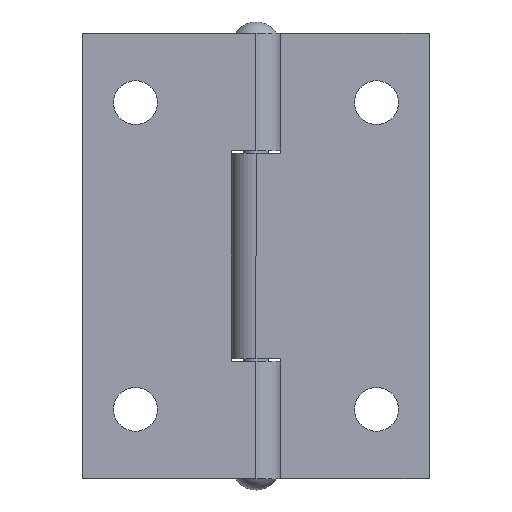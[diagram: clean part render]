
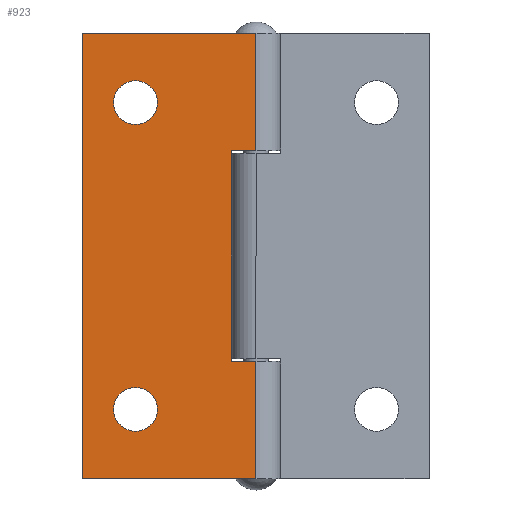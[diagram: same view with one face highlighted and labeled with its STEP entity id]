
A CAD part, front view. The second image highlights one B-rep face of the part: STEP entity #923.
In plain terms, the highlighted planar face has unit normal (0, -1, 0).
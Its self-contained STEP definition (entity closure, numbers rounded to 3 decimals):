
#11 = VERTEX_POINT ( 'NONE', #1447 ) ;
#17 = ORIENTED_EDGE ( 'NONE', *, *, #1165, .F. ) ;
#52 = DIRECTION ( 'NONE',  ( 0., 0., -1. ) ) ;
#57 = DIRECTION ( 'NONE',  ( 0., 0., -1. ) ) ;
#129 = DIRECTION ( 'NONE',  ( 0., 1., 0. ) ) ;
#130 = VECTOR ( 'NONE', #52, 1000. ) ;
#161 = CARTESIAN_POINT ( 'NONE',  ( -19.75, 0., -25.4 ) ) ;
#176 = VERTEX_POINT ( 'NONE', #1866 ) ;
#184 = DIRECTION ( 'NONE',  ( 0., 1., 0. ) ) ;
#204 = DIRECTION ( 'NONE',  ( 0., 1., 0. ) ) ;
#212 = DIRECTION ( 'NONE',  ( 0., 0., 1. ) ) ;
#216 = FACE_BOUND ( 'NONE', #587, .T. ) ;
#234 = AXIS2_PLACEMENT_3D ( 'NONE', #1825, #204, #519 ) ;
#248 = FACE_OUTER_BOUND ( 'NONE', #1804, .T. ) ;
#257 = EDGE_CURVE ( 'NONE', #1952, #1318, #1780, .T. ) ;
#296 = ORIENTED_EDGE ( 'NONE', *, *, #395, .F. ) ;
#305 = CARTESIAN_POINT ( 'NONE',  ( -2.8, 0., 12. ) ) ;
#315 = EDGE_CURVE ( 'NONE', #1857, #1297, #1435, .T. ) ;
#331 = DIRECTION ( 'NONE',  ( 1., 0., 0. ) ) ;
#339 = VERTEX_POINT ( 'NONE', #443 ) ;
#370 = VERTEX_POINT ( 'NONE', #161 ) ;
#395 = EDGE_CURVE ( 'NONE', #1022, #565, #1903, .T. ) ;
#408 = EDGE_CURVE ( 'NONE', #11, #339, #737, .T. ) ;
#419 = VERTEX_POINT ( 'NONE', #305 ) ;
#431 = EDGE_CURVE ( 'NONE', #565, #652, #1614, .T. ) ;
#443 = CARTESIAN_POINT ( 'NONE',  ( -13.75, 0., -15. ) ) ;
#471 = CARTESIAN_POINT ( 'NONE',  ( 0., 0., 25.4 ) ) ;
#490 = ORIENTED_EDGE ( 'NONE', *, *, #315, .F. ) ;
#499 = LINE ( 'NONE', #1785, #2046 ) ;
#507 = VECTOR ( 'NONE', #57, 1000. ) ;
#519 = DIRECTION ( 'NONE',  ( 0., 0., 1. ) ) ;
#565 = VERTEX_POINT ( 'NONE', #830 ) ;
#587 = EDGE_LOOP ( 'NONE', ( #1070, #657 ) ) ;
#625 = CARTESIAN_POINT ( 'NONE',  ( 0., 0., 25.4 ) ) ;
#636 = CARTESIAN_POINT ( 'NONE',  ( -19.75, 0., 25.4 ) ) ;
#652 = VERTEX_POINT ( 'NONE', #857 ) ;
#657 = ORIENTED_EDGE ( 'NONE', *, *, #408, .T. ) ;
#675 = CARTESIAN_POINT ( 'NONE',  ( -19.75, 0., 25.4 ) ) ;
#690 = AXIS2_PLACEMENT_3D ( 'NONE', #821, #184, #212 ) ;
#717 = ORIENTED_EDGE ( 'NONE', *, *, #1792, .T. ) ;
#737 = CIRCLE ( 'NONE', #954, 2.5 ) ;
#782 = DIRECTION ( 'NONE',  ( 0., 0., 1. ) ) ;
#791 = DIRECTION ( 'NONE',  ( 1., 0., 0. ) ) ;
#809 = CARTESIAN_POINT ( 'NONE',  ( -13.75, 0., -17.5 ) ) ;
#818 = DIRECTION ( 'NONE',  ( 0., 1., 0. ) ) ;
#821 = CARTESIAN_POINT ( 'NONE',  ( -13.75, 0., -17.5 ) ) ;
#830 = CARTESIAN_POINT ( 'NONE',  ( 0., 0., 25.4 ) ) ;
#836 = LINE ( 'NONE', #1530, #130 ) ;
#839 = PLANE ( 'NONE',  #1426 ) ;
#847 = VECTOR ( 'NONE', #1757, 1000. ) ;
#852 = CARTESIAN_POINT ( 'NONE',  ( 0., 0., 12. ) ) ;
#857 = CARTESIAN_POINT ( 'NONE',  ( 0., 0., 12. ) ) ;
#887 = CIRCLE ( 'NONE', #690, 2.5 ) ;
#910 = DIRECTION ( 'NONE',  ( 0., 1., 0. ) ) ;
#923 = ADVANCED_FACE ( 'NONE', ( #1901, #216, #248 ), #839, .F. ) ;
#954 = AXIS2_PLACEMENT_3D ( 'NONE', #809, #129, #782 ) ;
#959 = VECTOR ( 'NONE', #1788, 1000. ) ;
#999 = DIRECTION ( 'NONE',  ( -1., 0., 0. ) ) ;
#1022 = VERTEX_POINT ( 'NONE', #636 ) ;
#1070 = ORIENTED_EDGE ( 'NONE', *, *, #1088, .T. ) ;
#1078 = ORIENTED_EDGE ( 'NONE', *, *, #257, .T. ) ;
#1088 = EDGE_CURVE ( 'NONE', #339, #11, #887, .T. ) ;
#1116 = CARTESIAN_POINT ( 'NONE',  ( -2.8, 0., -12. ) ) ;
#1124 = EDGE_CURVE ( 'NONE', #1318, #1952, #1423, .T. ) ;
#1140 = LINE ( 'NONE', #675, #507 ) ;
#1165 = EDGE_CURVE ( 'NONE', #419, #176, #836, .T. ) ;
#1175 = VECTOR ( 'NONE', #1268, 1000. ) ;
#1223 = EDGE_CURVE ( 'NONE', #1022, #370, #1140, .T. ) ;
#1231 = ORIENTED_EDGE ( 'NONE', *, *, #431, .F. ) ;
#1250 = DIRECTION ( 'NONE',  ( 0., 0., 1. ) ) ;
#1268 = DIRECTION ( 'NONE',  ( 1., 0., 0. ) ) ;
#1274 = ORIENTED_EDGE ( 'NONE', *, *, #1223, .T. ) ;
#1294 = VECTOR ( 'NONE', #331, 1000. ) ;
#1297 = VERTEX_POINT ( 'NONE', #1560 ) ;
#1308 = ORIENTED_EDGE ( 'NONE', *, *, #1642, .F. ) ;
#1318 = VERTEX_POINT ( 'NONE', #1879 ) ;
#1354 = LINE ( 'NONE', #1116, #1294 ) ;
#1368 = AXIS2_PLACEMENT_3D ( 'NONE', #2083, #910, #1250 ) ;
#1423 = CIRCLE ( 'NONE', #234, 2.5 ) ;
#1426 = AXIS2_PLACEMENT_3D ( 'NONE', #1995, #818, #999 ) ;
#1435 = LINE ( 'NONE', #1590, #847 ) ;
#1447 = CARTESIAN_POINT ( 'NONE',  ( -13.75, 0., -20. ) ) ;
#1454 = EDGE_LOOP ( 'NONE', ( #1078, #1705 ) ) ;
#1469 = LINE ( 'NONE', #852, #1846 ) ;
#1530 = CARTESIAN_POINT ( 'NONE',  ( -2.8, 0., -12. ) ) ;
#1560 = CARTESIAN_POINT ( 'NONE',  ( 0., 0., -25.4 ) ) ;
#1590 = CARTESIAN_POINT ( 'NONE',  ( 0., 0., 25.4 ) ) ;
#1614 = LINE ( 'NONE', #625, #959 ) ;
#1642 = EDGE_CURVE ( 'NONE', #176, #1857, #1354, .T. ) ;
#1700 = CARTESIAN_POINT ( 'NONE',  ( -13.75, 0., 20. ) ) ;
#1705 = ORIENTED_EDGE ( 'NONE', *, *, #1124, .T. ) ;
#1757 = DIRECTION ( 'NONE',  ( 0., 0., -1. ) ) ;
#1780 = CIRCLE ( 'NONE', #1368, 2.5 ) ;
#1785 = CARTESIAN_POINT ( 'NONE',  ( 0., 0., -25.4 ) ) ;
#1788 = DIRECTION ( 'NONE',  ( 0., 0., -1. ) ) ;
#1792 = EDGE_CURVE ( 'NONE', #419, #652, #1469, .T. ) ;
#1804 = EDGE_LOOP ( 'NONE', ( #17, #717, #1231, #296, #1274, #2042, #490, #1308 ) ) ;
#1825 = CARTESIAN_POINT ( 'NONE',  ( -13.75, 0., 17.5 ) ) ;
#1846 = VECTOR ( 'NONE', #2013, 1000. ) ;
#1857 = VERTEX_POINT ( 'NONE', #2047 ) ;
#1866 = CARTESIAN_POINT ( 'NONE',  ( -2.8, 0., -12. ) ) ;
#1879 = CARTESIAN_POINT ( 'NONE',  ( -13.75, 0., 15. ) ) ;
#1901 = FACE_BOUND ( 'NONE', #1454, .T. ) ;
#1903 = LINE ( 'NONE', #471, #1175 ) ;
#1952 = VERTEX_POINT ( 'NONE', #1700 ) ;
#1995 = CARTESIAN_POINT ( 'NONE',  ( 0., 0., 25.4 ) ) ;
#2013 = DIRECTION ( 'NONE',  ( 1., 0., 0. ) ) ;
#2040 = EDGE_CURVE ( 'NONE', #370, #1297, #499, .T. ) ;
#2042 = ORIENTED_EDGE ( 'NONE', *, *, #2040, .T. ) ;
#2046 = VECTOR ( 'NONE', #791, 1000. ) ;
#2047 = CARTESIAN_POINT ( 'NONE',  ( 0., 0., -12. ) ) ;
#2083 = CARTESIAN_POINT ( 'NONE',  ( -13.75, 0., 17.5 ) ) ;
